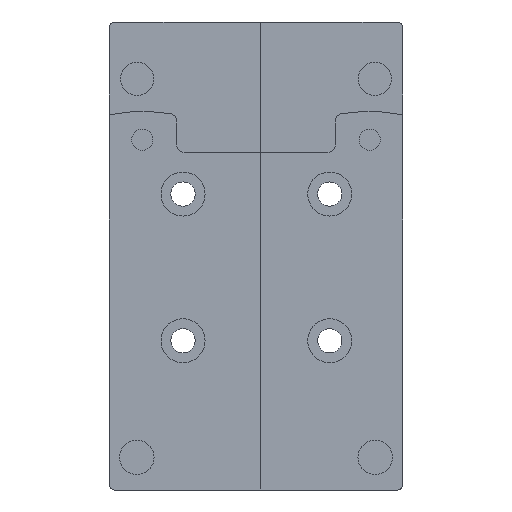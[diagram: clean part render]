
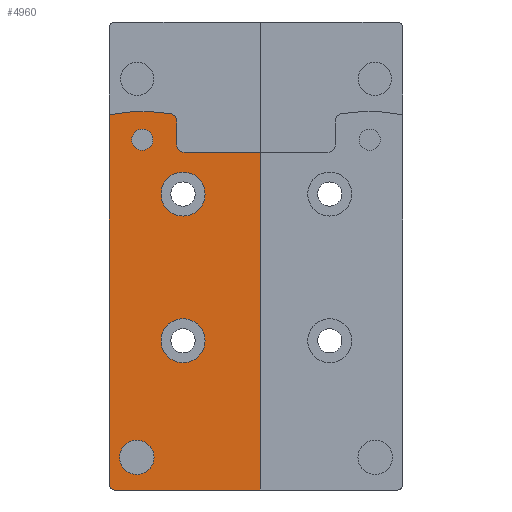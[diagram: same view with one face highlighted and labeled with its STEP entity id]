
A CAD part, front view. The second image highlights one B-rep face of the part: STEP entity #4960.
In plain terms, the highlighted planar face has unit normal (0, -1, 0).
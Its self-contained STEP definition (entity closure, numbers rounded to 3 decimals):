
#3373=DIRECTION('',(1.,0.,0.));
#3374=VECTOR('',#3373,10.4);
#3375=CARTESIAN_POINT('',(-10.4,-46.2,
164.52));
#3376=LINE('',#3375,#3374);
#3377=CARTESIAN_POINT('',(-16.85,-46.2,
122.921));
#3378=DIRECTION('',(0.,1.,0.));
#3379=DIRECTION('',(-1.,0.,0.));
#3380=AXIS2_PLACEMENT_3D('',#3377,#3378,#3379);
#3382=CARTESIAN_POINT('',(-16.85,-46.2,
122.921));
#3383=DIRECTION('',(0.,1.,0.));
#3384=DIRECTION('',(1.,0.,0.));
#3385=AXIS2_PLACEMENT_3D('',#3382,#3383,#3384);
#3387=CARTESIAN_POINT('',(-16.1,-46.2,
166.221));
#3388=DIRECTION('',(0.,1.,0.));
#3389=DIRECTION('',(1.,0.,0.));
#3390=AXIS2_PLACEMENT_3D('',#3387,#3388,#3389);
#3392=CARTESIAN_POINT('',(-16.1,-46.2,
166.221));
#3393=DIRECTION('',(0.,1.,0.));
#3394=DIRECTION('',(-1.,0.,0.));
#3395=AXIS2_PLACEMENT_3D('',#3392,#3393,#3394);
#3397=CARTESIAN_POINT('',(-10.551,-46.2,
158.82));
#3398=DIRECTION('',(0.,1.,0.));
#3399=DIRECTION('',(-1.,0.,0.));
#3400=AXIS2_PLACEMENT_3D('',#3397,#3398,#3399);
#3402=CARTESIAN_POINT('',(-10.551,-46.2,
158.82));
#3403=DIRECTION('',(0.,1.,0.));
#3404=DIRECTION('',(1.,0.,0.));
#3405=AXIS2_PLACEMENT_3D('',#3402,#3403,#3404);
#3407=CARTESIAN_POINT('',(-10.551,-46.2,
138.82));
#3408=DIRECTION('',(0.,1.,0.));
#3409=DIRECTION('',(-1.,0.,0.));
#3410=AXIS2_PLACEMENT_3D('',#3407,#3408,#3409);
#3412=CARTESIAN_POINT('',(-10.551,-46.2,
138.82));
#3413=DIRECTION('',(0.,1.,0.));
#3414=DIRECTION('',(1.,0.,0.));
#3415=AXIS2_PLACEMENT_3D('',#3412,#3413,#3414);
#3417=DIRECTION('',(0.,0.,1.));
#3418=VECTOR('',#3417,46.049);
#3419=CARTESIAN_POINT('',(0.,-46.2,
118.471));
#3420=LINE('',#3419,#3418);
#3421=CARTESIAN_POINT('',(-19.85,-46.2,
119.221));
#3422=DIRECTION('',(0.,-1.,0.));
#3423=DIRECTION('',(-1.,0.,0.));
#3424=AXIS2_PLACEMENT_3D('',#3421,#3422,#3423);
#3426=DIRECTION('',(0.,0.,-1.));
#3427=VECTOR('',#3426,50.4);
#3428=CARTESIAN_POINT('',(-20.6,-46.2,
169.621));
#3429=LINE('',#3428,#3427);
#3430=CARTESIAN_POINT('',(-16.,-46.2,
146.349));
#3431=DIRECTION('',(0.,-1.,0.));
#3432=DIRECTION('',(0.158,0.,0.987));
#3433=AXIS2_PLACEMENT_3D('',#3430,#3431,#3432);
#3435=CARTESIAN_POINT('',(-12.4,-46.2,
168.785));
#3436=DIRECTION('',(0.,-1.,0.));
#3437=DIRECTION('',(1.,0.,0.));
#3438=AXIS2_PLACEMENT_3D('',#3435,#3436,#3437);
#3440=CARTESIAN_POINT('',(-10.4,-46.2,
165.52));
#3441=DIRECTION('',(0.,1.,0.));
#3442=DIRECTION('',(0.,0.,-1.));
#3443=AXIS2_PLACEMENT_3D('',#3440,#3441,#3442);
#4009=DIRECTION('',(-1.,0.,0.));
#4010=VECTOR('',#4009,19.85);
#4011=CARTESIAN_POINT('',(0.,-46.2,
118.471));
#4012=LINE('',#4011,#4010);
#4423=DIRECTION('',(0.,0.,-1.));
#4424=VECTOR('',#4423,3.265);
#4425=CARTESIAN_POINT('',(-11.4,-46.2,
168.785));
#4426=LINE('',#4425,#4424);
#4449=CARTESIAN_POINT('',(-10.4,-46.2,
164.52));
#4450=VERTEX_POINT('',#4449);
#4489=CARTESIAN_POINT('',(-20.6,-46.2,
169.621));
#4490=CARTESIAN_POINT('',(-20.6,-46.2,
119.221));
#4491=VERTEX_POINT('',#4489);
#4492=VERTEX_POINT('',#4490);
#4493=CARTESIAN_POINT('',(-11.4,-46.2,
165.52));
#4494=VERTEX_POINT('',#4493);
#4495=CARTESIAN_POINT('',(-11.4,-46.2,
168.785));
#4496=VERTEX_POINT('',#4495);
#4497=CARTESIAN_POINT('',(-12.242,-46.2,
169.772));
#4498=VERTEX_POINT('',#4497);
#4499=CARTESIAN_POINT('',(-19.85,-46.2,
118.471));
#4500=VERTEX_POINT('',#4499);
#4591=CARTESIAN_POINT('',(-14.5,-46.2,
122.921));
#4593=VERTEX_POINT('',#4591);
#4595=CARTESIAN_POINT('',(-19.2,-46.2,
122.921));
#4596=VERTEX_POINT('',#4595);
#4599=CARTESIAN_POINT('',(-14.65,-46.2,
166.221));
#4601=VERTEX_POINT('',#4599);
#4603=CARTESIAN_POINT('',(-17.55,-46.2,
166.221));
#4604=VERTEX_POINT('',#4603);
#4607=CARTESIAN_POINT('',(-7.551,-46.2,
158.82));
#4609=VERTEX_POINT('',#4607);
#4611=CARTESIAN_POINT('',(-13.551,-46.2,
158.82));
#4612=VERTEX_POINT('',#4611);
#4615=CARTESIAN_POINT('',(-7.551,-46.2,
138.82));
#4617=VERTEX_POINT('',#4615);
#4619=CARTESIAN_POINT('',(-13.551,-46.2,
138.82));
#4620=VERTEX_POINT('',#4619);
#4656=CARTESIAN_POINT('',(0.,-46.2,
164.52));
#4658=VERTEX_POINT('',#4656);
#4661=CARTESIAN_POINT('',(0.,-46.2,
118.471));
#4662=VERTEX_POINT('',#4661);
#4913=CARTESIAN_POINT('',(-14.9,-46.2,
146.52));
#4914=DIRECTION('',(0.,-1.,0.));
#4915=DIRECTION('',(0.,0.,1.));
#4916=AXIS2_PLACEMENT_3D('',#4913,#4914,#4915);
#4917=PLANE('',#4916);
#4918=ORIENTED_EDGE('',*,*,#4854,.F.);
#4920=ORIENTED_EDGE('',*,*,#4919,.T.);
#4922=ORIENTED_EDGE('',*,*,#4921,.F.);
#4924=ORIENTED_EDGE('',*,*,#4923,.F.);
#4926=ORIENTED_EDGE('',*,*,#4925,.F.);
#4928=ORIENTED_EDGE('',*,*,#4927,.F.);
#4930=ORIENTED_EDGE('',*,*,#4929,.T.);
#4932=ORIENTED_EDGE('',*,*,#4931,.F.);
#4933=ORIENTED_EDGE('',*,*,#4901,.T.);
#4934=EDGE_LOOP('',(#4918,#4920,#4922,#4924,#4926,#4928,#4930,#4932,#4933));
#4935=FACE_OUTER_BOUND('',#4934,.F.);
#4937=ORIENTED_EDGE('',*,*,#4936,.F.);
#4939=ORIENTED_EDGE('',*,*,#4938,.F.);
#4940=EDGE_LOOP('',(#4937,#4939));
#4941=FACE_BOUND('',#4940,.F.);
#4943=ORIENTED_EDGE('',*,*,#4942,.F.);
#4945=ORIENTED_EDGE('',*,*,#4944,.F.);
#4946=EDGE_LOOP('',(#4943,#4945));
#4947=FACE_BOUND('',#4946,.F.);
#4949=ORIENTED_EDGE('',*,*,#4948,.F.);
#4951=ORIENTED_EDGE('',*,*,#4950,.F.);
#4952=EDGE_LOOP('',(#4949,#4951));
#4953=FACE_BOUND('',#4952,.F.);
#4955=ORIENTED_EDGE('',*,*,#4954,.F.);
#4957=ORIENTED_EDGE('',*,*,#4956,.F.);
#4958=EDGE_LOOP('',(#4955,#4957));
#4959=FACE_BOUND('',#4958,.F.);
#4960=ADVANCED_FACE('',(#4935,#4941,#4947,#4953,#4959),#4917,.T.);
#3381=CIRCLE('',#3380,2.35);
#3386=CIRCLE('',#3385,2.35);
#3391=CIRCLE('',#3390,1.45);
#3396=CIRCLE('',#3395,1.45);
#3401=CIRCLE('',#3400,3.);
#3406=CIRCLE('',#3405,3.);
#3411=CIRCLE('',#3410,3.);
#3416=CIRCLE('',#3415,3.);
#3425=CIRCLE('',#3424,0.75);
#3434=CIRCLE('',#3433,23.723);
#3439=CIRCLE('',#3438,1.);
#3444=CIRCLE('',#3443,1.);
#4854=EDGE_CURVE('',#4662,#4658,#3420,.T.);
#4901=EDGE_CURVE('',#4450,#4658,#3376,.T.);
#4919=EDGE_CURVE('',#4662,#4500,#4012,.T.);
#4921=EDGE_CURVE('',#4492,#4500,#3425,.T.);
#4923=EDGE_CURVE('',#4491,#4492,#3429,.T.);
#4925=EDGE_CURVE('',#4498,#4491,#3434,.T.);
#4927=EDGE_CURVE('',#4496,#4498,#3439,.T.);
#4929=EDGE_CURVE('',#4496,#4494,#4426,.T.);
#4931=EDGE_CURVE('',#4450,#4494,#3444,.T.);
#4936=EDGE_CURVE('',#4601,#4604,#3391,.T.);
#4938=EDGE_CURVE('',#4604,#4601,#3396,.T.);
#4942=EDGE_CURVE('',#4612,#4609,#3401,.T.);
#4944=EDGE_CURVE('',#4609,#4612,#3406,.T.);
#4948=EDGE_CURVE('',#4620,#4617,#3411,.T.);
#4950=EDGE_CURVE('',#4617,#4620,#3416,.T.);
#4954=EDGE_CURVE('',#4596,#4593,#3381,.T.);
#4956=EDGE_CURVE('',#4593,#4596,#3386,.T.);
